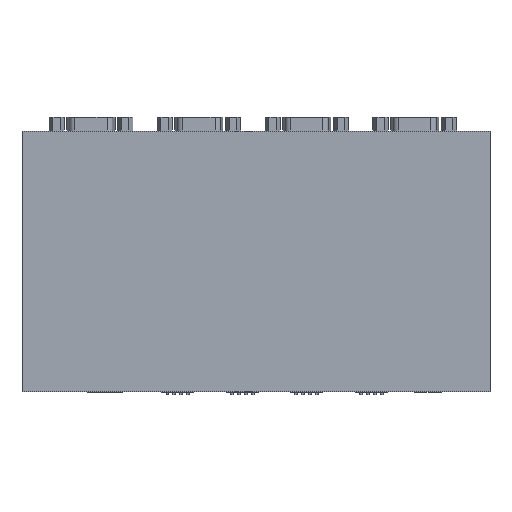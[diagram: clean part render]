
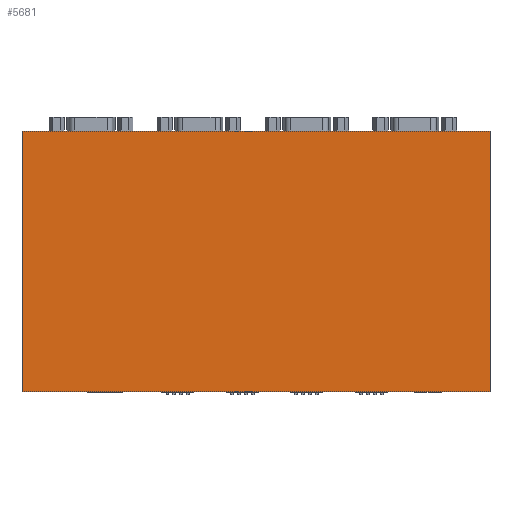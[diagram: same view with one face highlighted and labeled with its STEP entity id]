
A CAD part, front view. The second image highlights one B-rep face of the part: STEP entity #5681.
In plain terms, the highlighted planar face has unit normal (0, -1, 0).
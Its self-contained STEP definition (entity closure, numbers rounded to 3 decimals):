
#720=FACE_OUTER_BOUND('',#1196,.T.);
#1196=EDGE_LOOP('',(#5063,#5064,#5065,#5066));
#1492=LINE('',#8386,#2070);
#1700=LINE('',#9101,#2278);
#1772=LINE('',#9354,#2350);
#1775=LINE('',#9359,#2353);
#2070=VECTOR('',#6733,168.);
#2278=VECTOR('',#7479,168.);
#2350=VECTOR('',#7753,93.5);
#2353=VECTOR('',#7760,93.5);
#2552=VERTEX_POINT('',#8384);
#2553=VERTEX_POINT('',#8385);
#2790=VERTEX_POINT('',#9099);
#2791=VERTEX_POINT('',#9100);
#3168=EDGE_CURVE('',#2552,#2553,#1492,.T.);
#3490=EDGE_CURVE('',#2790,#2791,#1700,.T.);
#3600=EDGE_CURVE('',#2790,#2553,#1772,.T.);
#3603=EDGE_CURVE('',#2552,#2791,#1775,.T.);
#5063=ORIENTED_EDGE('',*,*,#3603,.T.);
#5064=ORIENTED_EDGE('',*,*,#3490,.F.);
#5065=ORIENTED_EDGE('',*,*,#3600,.T.);
#5066=ORIENTED_EDGE('',*,*,#3168,.F.);
#5335=PLANE('',#6183);
#5681=ADVANCED_FACE('',(#720),#5335,.T.);
#6183=AXIS2_PLACEMENT_3D('',#9360,#7761,#7762);
#6733=DIRECTION('',(-1.,0.,0.));
#7479=DIRECTION('',(1.,0.,0.));
#7753=DIRECTION('',(0.,0.,-1.));
#7760=DIRECTION('',(0.,0.,1.));
#7761=DIRECTION('center_axis',(0.,-1.,0.));
#7762=DIRECTION('ref_axis',(1.,0.,0.));
#8384=CARTESIAN_POINT('',(84.,-15.125,-46.75));
#8385=CARTESIAN_POINT('',(-84.,-15.125,-46.75));
#8386=CARTESIAN_POINT('',(-84.,-15.125,-46.75));
#9099=CARTESIAN_POINT('',(-84.,-15.125,46.75));
#9100=CARTESIAN_POINT('',(84.,-15.125,46.75));
#9101=CARTESIAN_POINT('',(-84.,-15.125,46.75));
#9354=CARTESIAN_POINT('',(-84.,-15.125,0.));
#9359=CARTESIAN_POINT('',(84.,-15.125,0.));
#9360=CARTESIAN_POINT('Origin',(-84.,-15.125,0.));
